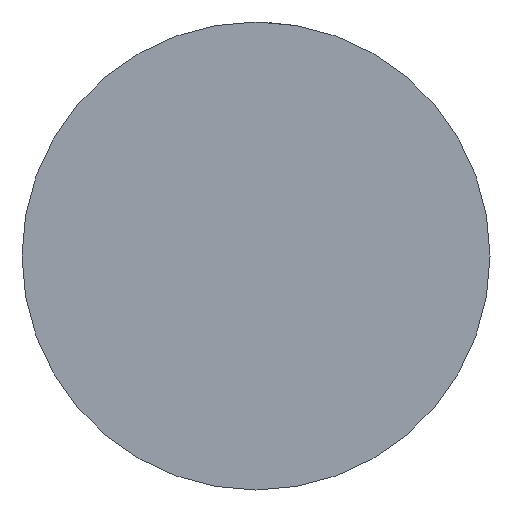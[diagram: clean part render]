
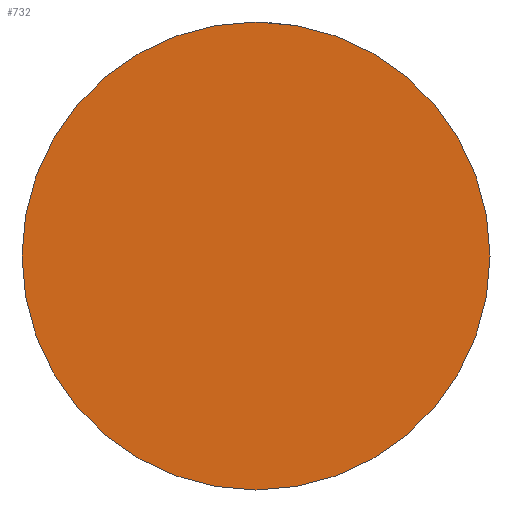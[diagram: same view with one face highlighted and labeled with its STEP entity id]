
A CAD part, left-side view. The second image highlights one B-rep face of the part: STEP entity #732.
In plain terms, the highlighted planar face has unit normal (-1, 0, 0).
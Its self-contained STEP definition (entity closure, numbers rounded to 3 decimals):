
#24 = CARTESIAN_POINT ( 'NONE',  ( 356., 20., 617. ) ) ;
#25 = EDGE_CURVE ( 'NONE', #1029, #899, #496, .T. ) ;
#48 = AXIS2_PLACEMENT_3D ( 'NONE', #1173, #394, #392 ) ;
#125 = ORIENTED_EDGE ( 'NONE', *, *, #25, .T. ) ;
#149 = PLANE ( 'NONE',  #317 ) ;
#150 = CARTESIAN_POINT ( 'NONE',  ( 356., 0., 617. ) ) ;
#182 = CARTESIAN_POINT ( 'NONE',  ( 356., 0., 617. ) ) ;
#230 = EDGE_LOOP ( 'NONE', ( #125, #571 ) ) ;
#317 = AXIS2_PLACEMENT_3D ( 'NONE', #182, #1143, #853 ) ;
#392 = DIRECTION ( 'NONE',  ( 0., 1., 0. ) ) ;
#394 = DIRECTION ( 'NONE',  ( -1., 0., 0. ) ) ;
#466 = CARTESIAN_POINT ( 'NONE',  ( 356., -20., 617. ) ) ;
#496 = CIRCLE ( 'NONE', #543, 20. ) ;
#543 = AXIS2_PLACEMENT_3D ( 'NONE', #150, #704, #1114 ) ;
#571 = ORIENTED_EDGE ( 'NONE', *, *, #965, .T. ) ;
#704 = DIRECTION ( 'NONE',  ( -1., 0., 0. ) ) ;
#732 = ADVANCED_FACE ( 'NONE', ( #758 ), #149, .T. ) ;
#758 = FACE_OUTER_BOUND ( 'NONE', #230, .T. ) ;
#848 = CIRCLE ( 'NONE', #48, 20. ) ;
#853 = DIRECTION ( 'NONE',  ( 0., -1., 0. ) ) ;
#899 = VERTEX_POINT ( 'NONE', #466 ) ;
#965 = EDGE_CURVE ( 'NONE', #899, #1029, #848, .T. ) ;
#1029 = VERTEX_POINT ( 'NONE', #24 ) ;
#1114 = DIRECTION ( 'NONE',  ( 0., 1., 0. ) ) ;
#1143 = DIRECTION ( 'NONE',  ( -1., 0., 0. ) ) ;
#1173 = CARTESIAN_POINT ( 'NONE',  ( 356., 0., 617. ) ) ;
